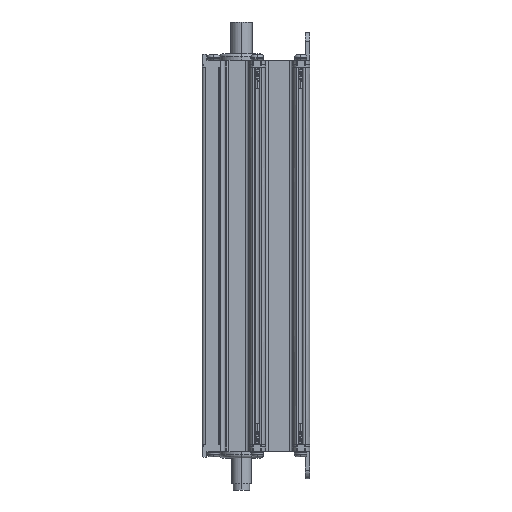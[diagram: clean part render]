
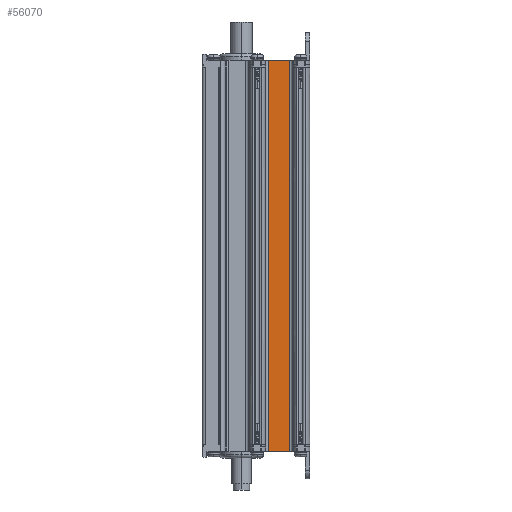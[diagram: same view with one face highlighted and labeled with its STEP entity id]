
A CAD part, left-side view. The second image highlights one B-rep face of the part: STEP entity #56070.
In plain terms, the highlighted planar face has unit normal (-1, 0, 0).
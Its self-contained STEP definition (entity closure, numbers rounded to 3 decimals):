
#42010=CARTESIAN_POINT('',(-30.55,-13.081,1.6));
#42020=VERTEX_POINT('',#42010);
#42050=CARTESIAN_POINT('',(-30.55,-5.812,1.6));
#42060=DIRECTION('',(0.,-1.,0.));
#42070=VECTOR('',#42060,1.);
#42080=LINE('',#42050,#42070);
#42090=CARTESIAN_POINT('',(-30.55,-5.812,1.6));
#42100=VERTEX_POINT('',#42090);
#42110=EDGE_CURVE('',#42100,#42020,#42080,.T.);
#55690=CARTESIAN_POINT('',(-30.55,-13.081,-133.2));
#55700=VERTEX_POINT('',#55690);
#55730=CARTESIAN_POINT('',(-30.55,-13.081,0.));
#55740=DIRECTION('',(0.,0.,1.));
#55750=VECTOR('',#55740,1.);
#55760=LINE('',#55730,#55750);
#55770=EDGE_CURVE('',#55700,#42020,#55760,.T.);
#55840=CARTESIAN_POINT('',(-30.55,-14.,0.));
#55850=DIRECTION('',(1.,0.,0.));
#55860=DIRECTION('',(0.,1.,0.));
#55870=AXIS2_PLACEMENT_3D('',#55840,#55850,#55860);
#55880=PLANE('',#55870);
#55890=ORIENTED_EDGE('',*,*,#42110,.F.);
#55900=ORIENTED_EDGE('',*,*,#55770,.T.);
#55910=CARTESIAN_POINT('',(-30.55,-5.812,-133.2));
#55920=DIRECTION('',(0.,-1.,0.));
#55930=VECTOR('',#55920,1.);
#55940=LINE('',#55910,#55930);
#55950=CARTESIAN_POINT('',(-30.55,-5.812,-133.2));
#55960=VERTEX_POINT('',#55950);
#55970=EDGE_CURVE('',#55960,#55700,#55940,.T.);
#55980=ORIENTED_EDGE('',*,*,#55970,.T.);
#55990=CARTESIAN_POINT('',(-30.55,-5.812,1.6));
#56000=DIRECTION('',(0.,0.,-1.));
#56010=VECTOR('',#56000,1.);
#56020=LINE('',#55990,#56010);
#56030=EDGE_CURVE('',#42100,#55960,#56020,.T.);
#56040=ORIENTED_EDGE('',*,*,#56030,.T.);
#56050=EDGE_LOOP('',(#56040,#55980,#55900,#55890));
#56060=FACE_OUTER_BOUND('',#56050,.T.);
#56070=ADVANCED_FACE('',(#56060),#55880,.F.);
